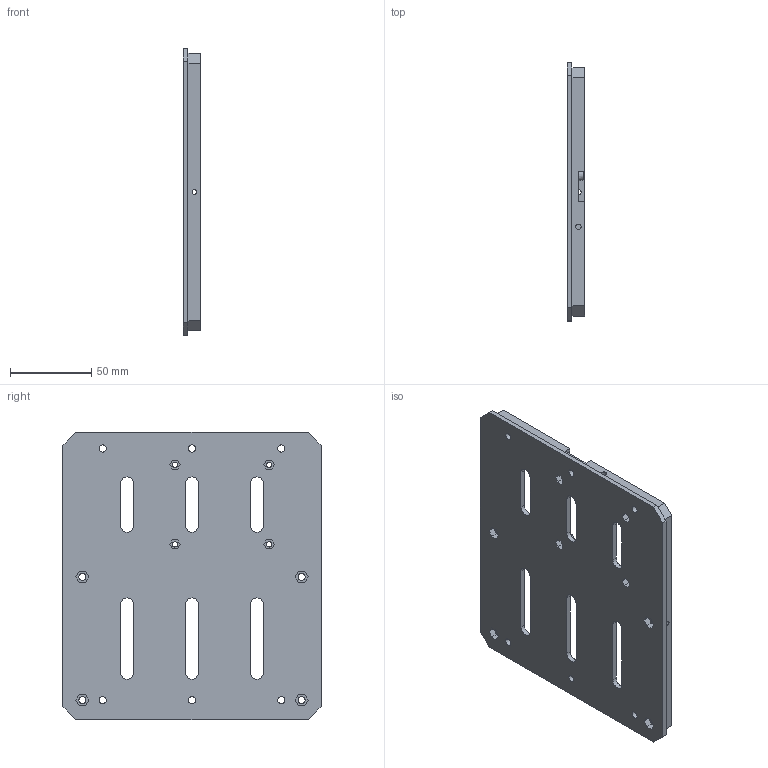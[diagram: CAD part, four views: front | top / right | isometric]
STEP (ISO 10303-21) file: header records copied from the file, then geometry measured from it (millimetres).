
FILE_DESCRIPTION(/* description */ (''),/* implementation_level */ '2;1');
FILE_NAME(/* name */ 'MKSBerry Base Plate.step',/* time_stamp */ '2018-04-15T15:19:46+02:00',/* author */ (''),/* organization */ (''),/* preprocessor_version */ 'ST-DEVELOPER v16.13',/* originating_system */ 'Autodesk Translation Framework v6.5.0.72',/* authorisation */ '');
FILE_SCHEMA (('AUTOMOTIVE_DESIGN { 1 0 10303 214 3 1 1 }'));
Length unit declared in the file: millimetre
Products named in the file (1): VK-PRO4-EC-001
Bounding box: 11 x 159 x 177 mm (x, y, z)
Volume: 94255.9 mm3; surface area: 68030 mm2
Topology: 1 solids, 1 shells, 153 faces, 436 edges, 294 vertices
Faces by surface type: plane 109, cylinder 36, cone 8
Full cylindrical faces by diameter (mm): 3 x6, 3.3 x6, 4.4 x10
Entity records: 5408 total; most frequent: CARTESIAN_POINT 1208, ORIENTED_EDGE 872, DIRECTION 814, EDGE_CURVE 436, LINE 314, VECTOR 314, VERTEX_POINT 294, AXIS2_PLACEMENT_3D 250
